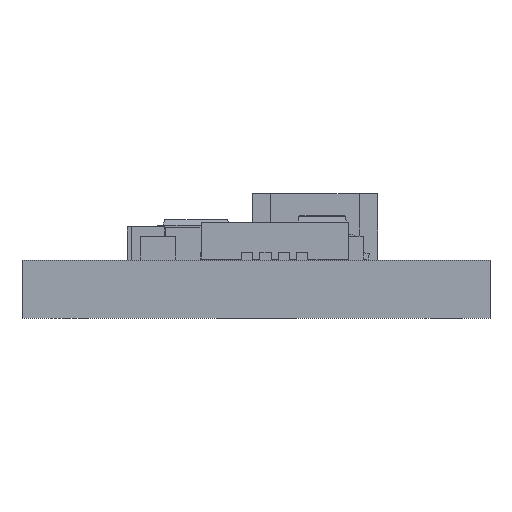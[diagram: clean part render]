
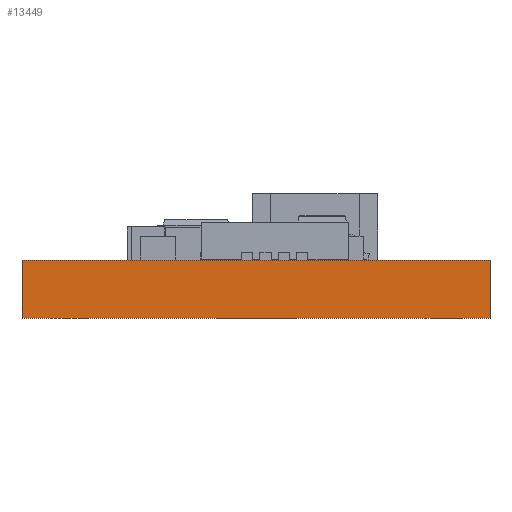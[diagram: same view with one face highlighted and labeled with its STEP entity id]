
A CAD part, front view. The second image highlights one B-rep face of the part: STEP entity #13449.
In plain terms, the highlighted planar face has unit normal (0, -1, 0).
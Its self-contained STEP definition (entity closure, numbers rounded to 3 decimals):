
#4587 = VECTOR ( 'NONE', #6603, 1000. ) ;
#5820 = EDGE_CURVE ( 'NONE', #25492, #20945, #28218, .T. ) ;
#6603 = DIRECTION ( 'NONE',  ( 1., 0., 0. ) ) ;
#6677 = ORIENTED_EDGE ( 'NONE', *, *, #10274, .F. ) ;
#7862 = CARTESIAN_POINT ( 'NONE',  ( 0., 0., 1.575 ) ) ;
#9506 = LINE ( 'NONE', #32397, #4587 ) ;
#9858 = CARTESIAN_POINT ( 'NONE',  ( 0., 0., 0. ) ) ;
#10274 = EDGE_CURVE ( 'NONE', #25492, #27289, #9506, .T. ) ;
#10643 = CARTESIAN_POINT ( 'NONE',  ( 12.7, 0., 0. ) ) ;
#11117 = EDGE_CURVE ( 'NONE', #27289, #11438, #17510, .T. ) ;
#11438 = VERTEX_POINT ( 'NONE', #10643 ) ;
#12157 = CARTESIAN_POINT ( 'NONE',  ( 0., 0., 1.575 ) ) ;
#12373 = DIRECTION ( 'NONE',  ( 0., 0., -1. ) ) ;
#12424 = AXIS2_PLACEMENT_3D ( 'NONE', #12157, #30301, #32811 ) ;
#13449 = ADVANCED_FACE ( 'NONE', ( #30454 ), #20138, .F. ) ;
#17247 = DIRECTION ( 'NONE',  ( 0., 0., -1. ) ) ;
#17510 = LINE ( 'NONE', #32466, #29789 ) ;
#18539 = ORIENTED_EDGE ( 'NONE', *, *, #11117, .F. ) ;
#20138 = PLANE ( 'NONE',  #12424 ) ;
#20518 = LINE ( 'NONE', #9858, #22148 ) ;
#20945 = VERTEX_POINT ( 'NONE', #25940 ) ;
#22095 = VECTOR ( 'NONE', #12373, 1000. ) ;
#22148 = VECTOR ( 'NONE', #28152, 1000. ) ;
#22601 = EDGE_CURVE ( 'NONE', #20945, #11438, #20518, .T. ) ;
#23243 = CARTESIAN_POINT ( 'NONE',  ( 0., 0., 1.575 ) ) ;
#24379 = ORIENTED_EDGE ( 'NONE', *, *, #5820, .T. ) ;
#25492 = VERTEX_POINT ( 'NONE', #7862 ) ;
#25940 = CARTESIAN_POINT ( 'NONE',  ( 0., 0., 0. ) ) ;
#26033 = ORIENTED_EDGE ( 'NONE', *, *, #22601, .T. ) ;
#27289 = VERTEX_POINT ( 'NONE', #29508 ) ;
#28152 = DIRECTION ( 'NONE',  ( 1., 0., 0. ) ) ;
#28218 = LINE ( 'NONE', #23243, #22095 ) ;
#29508 = CARTESIAN_POINT ( 'NONE',  ( 12.7, 0., 1.575 ) ) ;
#29789 = VECTOR ( 'NONE', #17247, 1000. ) ;
#30301 = DIRECTION ( 'NONE',  ( 0., 1., 0. ) ) ;
#30454 = FACE_OUTER_BOUND ( 'NONE', #31871, .T. ) ;
#31871 = EDGE_LOOP ( 'NONE', ( #26033, #18539, #6677, #24379 ) ) ;
#32397 = CARTESIAN_POINT ( 'NONE',  ( 0., 0., 1.575 ) ) ;
#32466 = CARTESIAN_POINT ( 'NONE',  ( 12.7, 0., 1.575 ) ) ;
#32811 = DIRECTION ( 'NONE',  ( 0., 0., 1. ) ) ;
